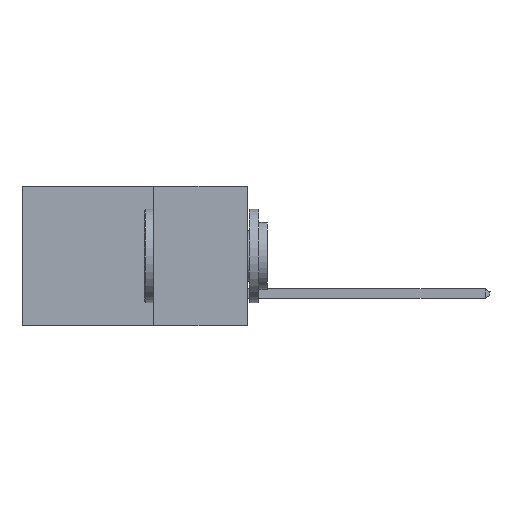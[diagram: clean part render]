
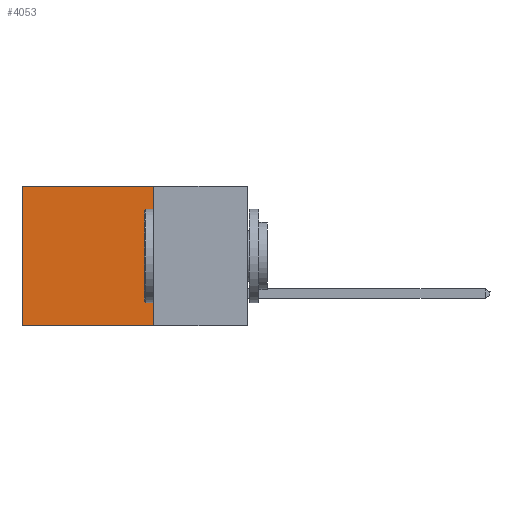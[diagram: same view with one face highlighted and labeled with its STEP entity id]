
A CAD part, left-side view. The second image highlights one B-rep face of the part: STEP entity #4053.
In plain terms, the highlighted planar face has unit normal (-1, 0, 0).
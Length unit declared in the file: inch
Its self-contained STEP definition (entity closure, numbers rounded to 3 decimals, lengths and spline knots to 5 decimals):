
#387 = EDGE_LOOP ( 'NONE', ( #4670, #5760, #5893, #10812 ) ) ;
#468 = CARTESIAN_POINT ( 'NONE',  ( 0.2615, 0.6, 0. ) ) ;
#742 = EDGE_CURVE ( 'NONE', #13132, #813, #8157, .T. ) ;
#813 = VERTEX_POINT ( 'NONE', #468 ) ;
#867 = VECTOR ( 'NONE', #5195, 39.37008 ) ;
#1663 = CARTESIAN_POINT ( 'NONE',  ( 0.2615, 0.25, 0. ) ) ;
#1729 = DIRECTION ( 'NONE',  ( 0., 0., -1. ) ) ;
#2427 = DIRECTION ( 'NONE',  ( 0., 0., -1. ) ) ;
#2582 = EDGE_CURVE ( 'NONE', #6947, #11215, #11572, .T. ) ;
#2849 = EDGE_CURVE ( 'NONE', #13132, #6947, #11166, .T. ) ;
#4053 = ADVANCED_FACE ( 'NONE', ( #7942 ), #11019, .F. ) ;
#4670 = ORIENTED_EDGE ( 'NONE', *, *, #13383, .T. ) ;
#4729 = DIRECTION ( 'NONE',  ( 0., 0., -1. ) ) ;
#4795 = LINE ( 'NONE', #9050, #12202 ) ;
#5195 = DIRECTION ( 'NONE',  ( 0., 1., 0. ) ) ;
#5375 = VECTOR ( 'NONE', #2427, 39.37008 ) ;
#5760 = ORIENTED_EDGE ( 'NONE', *, *, #2582, .F. ) ;
#5774 = CARTESIAN_POINT ( 'NONE',  ( 0.2615, 0.25, -0.37 ) ) ;
#5893 = ORIENTED_EDGE ( 'NONE', *, *, #2849, .F. ) ;
#6241 = CARTESIAN_POINT ( 'NONE',  ( 0.2615, 0.25, -0.37 ) ) ;
#6947 = VERTEX_POINT ( 'NONE', #10877 ) ;
#7052 = CARTESIAN_POINT ( 'NONE',  ( 0.2615, 0.6, -0.37 ) ) ;
#7710 = VECTOR ( 'NONE', #8082, 39.37008 ) ;
#7801 = CARTESIAN_POINT ( 'NONE',  ( 0.2615, 0.25, -0.37 ) ) ;
#7942 = FACE_OUTER_BOUND ( 'NONE', #387, .T. ) ;
#7988 = AXIS2_PLACEMENT_3D ( 'NONE', #7801, #12092, #4729 ) ;
#8082 = DIRECTION ( 'NONE',  ( 0., 1., 0. ) ) ;
#8157 = LINE ( 'NONE', #1663, #7710 ) ;
#8765 = CARTESIAN_POINT ( 'NONE',  ( 0.2615, 0.25, 0. ) ) ;
#9050 = CARTESIAN_POINT ( 'NONE',  ( 0.2615, 0.6, -0.37 ) ) ;
#10812 = ORIENTED_EDGE ( 'NONE', *, *, #742, .T. ) ;
#10877 = CARTESIAN_POINT ( 'NONE',  ( 0.2615, 0.25, -0.37 ) ) ;
#11019 = PLANE ( 'NONE',  #7988 ) ;
#11166 = LINE ( 'NONE', #5774, #5375 ) ;
#11215 = VERTEX_POINT ( 'NONE', #7052 ) ;
#11572 = LINE ( 'NONE', #6241, #867 ) ;
#12092 = DIRECTION ( 'NONE',  ( 1., 0., 0. ) ) ;
#12202 = VECTOR ( 'NONE', #1729, 39.37008 ) ;
#13132 = VERTEX_POINT ( 'NONE', #8765 ) ;
#13383 = EDGE_CURVE ( 'NONE', #813, #11215, #4795, .T. ) ;
